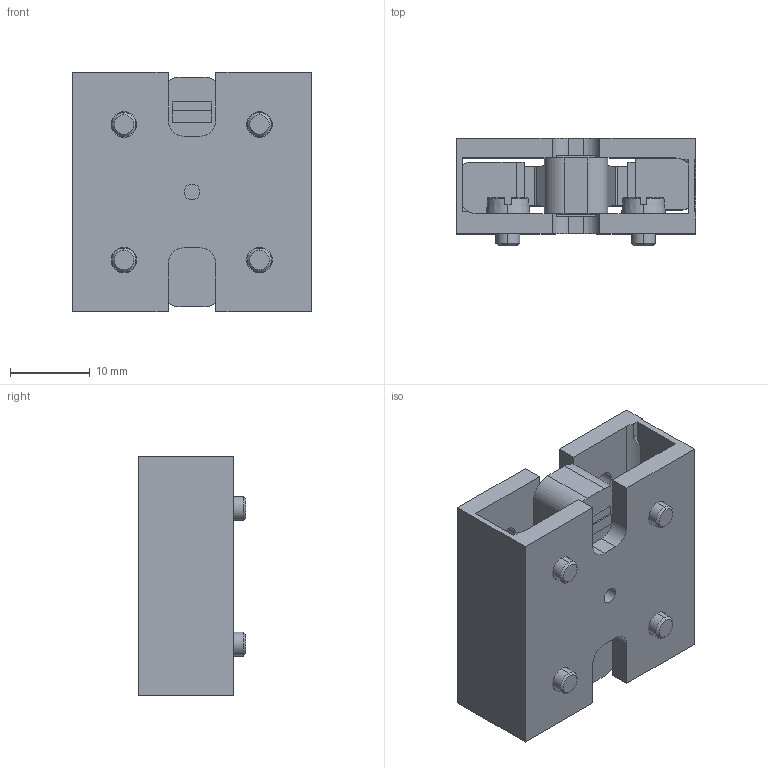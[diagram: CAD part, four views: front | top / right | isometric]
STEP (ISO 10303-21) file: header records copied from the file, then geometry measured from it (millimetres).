
FILE_DESCRIPTION (( 'STEP AP203' ), '1' );
FILE_NAME ('002496_Ass X120S.STEP', '2015-03-25T08:28:17', ( 'Admin' ), ( 'Cedrat' ), 'SwSTEP 2.0', 'SolidWorks 2012', '' );
FILE_SCHEMA (( 'CONFIG_CONTROL_DESIGN' ));
Length unit declared in the file: millimetre
Products named in the file (9): 002496_Ass X120S; Vis A2(50) C M03.0 - 004.0 - 004.0_Simplifie; 002622_Cale 120S; Vis A4(70) CHc M02.0 - 005.0 - 005.0_Simplifi‚; 000620_Ass APA120S 02 +0.000; 000075_Cale 05.00x07.50x03.00x01.50; 000076_CMA 05.00x05.00x20.00; 000621_Coque APA120S 02 -0.318; 002494_Plateau_mobile4
Assembly tree (14 placements, depth 3):
  002496_Ass X120S
    002494_Plateau_mobile4
    000620_Ass APA120S 02 +0.000
      000621_Coque APA120S 02 -0.318
      000076_CMA 05.00x05.00x20.00
      000075_Cale 05.00x07.50x03.00x01.50  x2
    Vis A4(70) CHc M02.0 - 005.0 - 005.0_Simplifi‚  x2
    002622_Cale 120S  x2
    Vis A2(50) C M03.0 - 004.0 - 004.0_Simplifie  x4
Bounding box: 30 x 13.5 x 30 mm (x, y, z)
Volume: 7808.5 mm3; surface area: 8023.1 mm2
Topology: 13 solids, 15 shells, 315 faces, 798 edges, 514 vertices
Faces by surface type: plane 185, cylinder 90, cone 24, torus 16
Entity records: 8398 total; most frequent: CARTESIAN_POINT 1375, DIRECTION 1268, ORIENTED_EDGE 1212, EDGE_CURVE 606, AXIS2_PLACEMENT_3D 427, LINE 414, VECTOR 414, VERTEX_POINT 395
